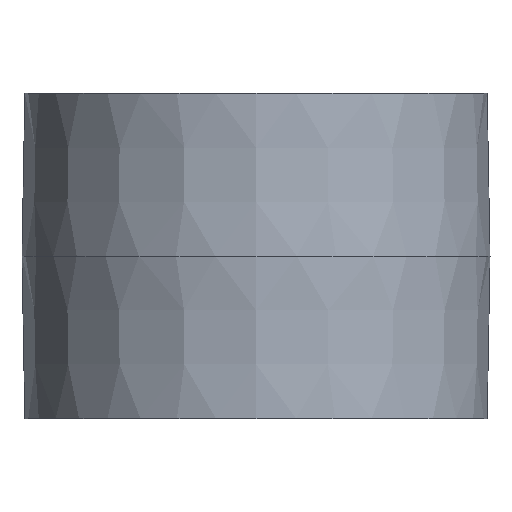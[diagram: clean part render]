
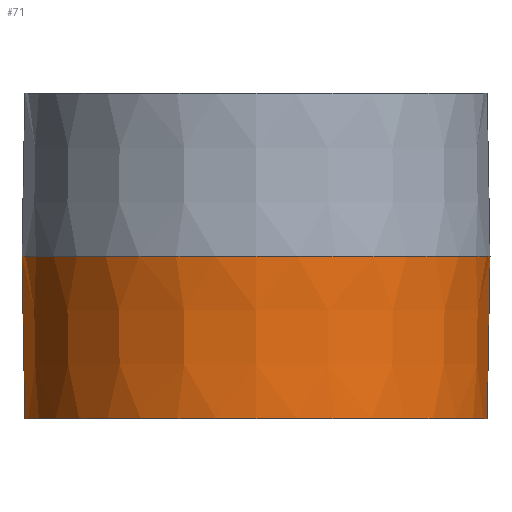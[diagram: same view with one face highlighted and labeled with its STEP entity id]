
A CAD part, front view. The second image highlights one B-rep face of the part: STEP entity #71.
In plain terms, the highlighted conical face has half-angle 1 degrees and reference radius 9.144 mm.
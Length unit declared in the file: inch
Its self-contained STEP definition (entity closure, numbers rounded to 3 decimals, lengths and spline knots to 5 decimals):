
#23 = DIRECTION ( 'NONE',  ( -0.017, 0., 1. ) ) ;
#59 = DIRECTION ( 'NONE',  ( 1., 0., 0. ) ) ;
#62 = VERTEX_POINT ( 'NONE', #178 ) ;
#67 = ORIENTED_EDGE ( 'NONE', *, *, #337, .F. ) ;
#69 = ORIENTED_EDGE ( 'NONE', *, *, #676, .F. ) ;
#71 = ADVANCED_FACE ( 'NONE', ( #711 ), #844, .T. ) ;
#79 = CARTESIAN_POINT ( 'NONE',  ( 0.36, 0., 0. ) ) ;
#81 = EDGE_CURVE ( 'NONE', #162, #271, #252, .T. ) ;
#108 = AXIS2_PLACEMENT_3D ( 'NONE', #322, #256, #447 ) ;
#116 = ORIENTED_EDGE ( 'NONE', *, *, #81, .T. ) ;
#162 = VERTEX_POINT ( 'NONE', #395 ) ;
#178 = CARTESIAN_POINT ( 'NONE',  ( 0.36, 0., 0. ) ) ;
#201 = VECTOR ( 'NONE', #23, 39.37008 ) ;
#237 = VERTEX_POINT ( 'NONE', #808 ) ;
#252 = CIRCLE ( 'NONE', #108, 0.35564 ) ;
#256 = DIRECTION ( 'NONE',  ( 0., 0., 1. ) ) ;
#271 = VERTEX_POINT ( 'NONE', #613 ) ;
#285 = CIRCLE ( 'NONE', #781, 0.36 ) ;
#317 = DIRECTION ( 'NONE',  ( 0., 0., 1. ) ) ;
#322 = CARTESIAN_POINT ( 'NONE',  ( 0., 0., -0.25 ) ) ;
#324 = EDGE_CURVE ( 'NONE', #271, #62, #471, .T. ) ;
#337 = EDGE_CURVE ( 'NONE', #162, #237, #755, .T. ) ;
#341 = CARTESIAN_POINT ( 'NONE',  ( -0.36, 0., 0. ) ) ;
#345 = DIRECTION ( 'NONE',  ( 0.017, 0., 1. ) ) ;
#377 = DIRECTION ( 'NONE',  ( -1., 0., 0. ) ) ;
#395 = CARTESIAN_POINT ( 'NONE',  ( -0.35564, 0., -0.25 ) ) ;
#406 = EDGE_LOOP ( 'NONE', ( #116, #439, #69, #67 ) ) ;
#439 = ORIENTED_EDGE ( 'NONE', *, *, #324, .T. ) ;
#447 = DIRECTION ( 'NONE',  ( 1., 0., 0. ) ) ;
#471 = LINE ( 'NONE', #79, #581 ) ;
#532 = CARTESIAN_POINT ( 'NONE',  ( 0., 0., 0. ) ) ;
#581 = VECTOR ( 'NONE', #345, 39.37008 ) ;
#597 = CARTESIAN_POINT ( 'NONE',  ( 0., 0., 0. ) ) ;
#606 = AXIS2_PLACEMENT_3D ( 'NONE', #597, #317, #377 ) ;
#613 = CARTESIAN_POINT ( 'NONE',  ( 0.35564, 0., -0.25 ) ) ;
#676 = EDGE_CURVE ( 'NONE', #237, #62, #285, .T. ) ;
#711 = FACE_OUTER_BOUND ( 'NONE', #406, .T. ) ;
#755 = LINE ( 'NONE', #341, #201 ) ;
#781 = AXIS2_PLACEMENT_3D ( 'NONE', #532, #801, #59 ) ;
#801 = DIRECTION ( 'NONE',  ( 0., 0., 1. ) ) ;
#808 = CARTESIAN_POINT ( 'NONE',  ( -0.36, 0., 0. ) ) ;
#844 = CONICAL_SURFACE ( 'NONE', #606, 0.36, 0.017 ) ;
